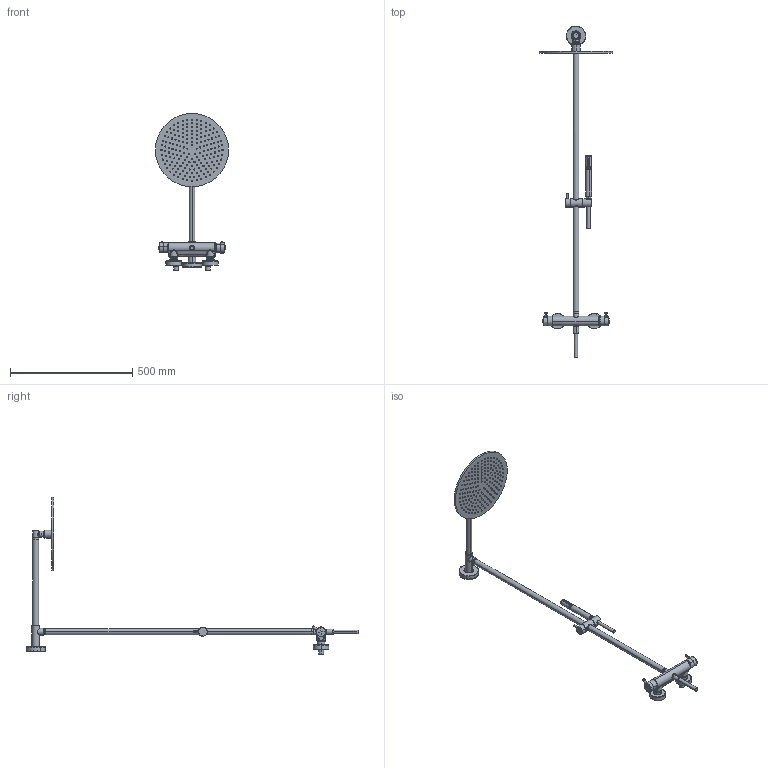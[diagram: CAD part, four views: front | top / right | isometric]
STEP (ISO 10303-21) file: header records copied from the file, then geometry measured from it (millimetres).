
FILE_DESCRIPTION(('CATIA V5 STEP Exchange','CAx-IF Rec.Pracs.--- Model Styling and Organization---1.5--- 2016-08-15','CAx-IF Rec.Pracs.---Supplemental Geometry---1.0---2011-11-01','CAx-IF Rec.Pracs.--- Composite Materials ---3.4---2017-06-13','CAx-IF Rec.Pracs.---Tessellated 3D Geometry---1.0---2015-12-17'),'2;1');
FILE_NAME('LNC7801N.stp','2023-01-31T08:26:00+00:00',('none'),('none'),'CATIA Version 5-6 Release 2020 SP2','CATIA V5 STEP AP242 v2','none');
FILE_SCHEMA(('AP242_MANAGED_MODEL_BASED_3D_ENGINEERING_MIM_LF {1 0 10303 442 1 1 4}'));
Length unit declared in the file: millimetre
Products named in the file (1): LNC78010_ASM_AllCATPart
Bounding box: 300 x 1359.34 x 643 mm (x, y, z)
Volume: 1417884.1 mm3; surface area: 592976.1 mm2
Topology: 13 solids, 24 shells, 1881 faces, 4636 edges, 3012 vertices
Faces by surface type: cylinder 832, plane 588, cone 179, torus 160, bspline 96, sphere 26
Entity records: 71131 total; most frequent: CARTESIAN_POINT 33458, ORIENTED_EDGE 9180, DIRECTION 4964, EDGE_CURVE 4590, VERTEX_POINT 3012, AXIS2_PLACEMENT_3D 2539, EDGE_LOOP 2240, ADVANCED_FACE 1881
